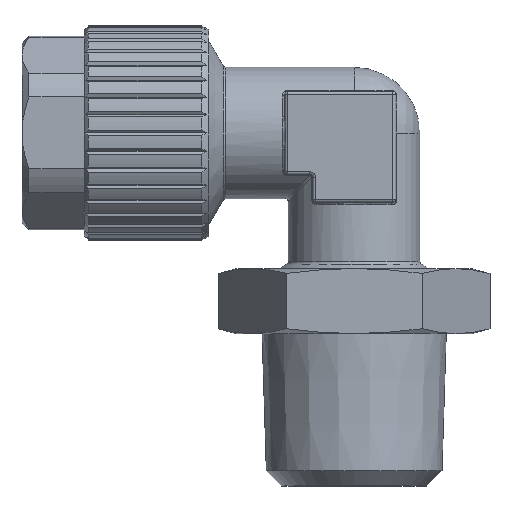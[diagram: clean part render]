
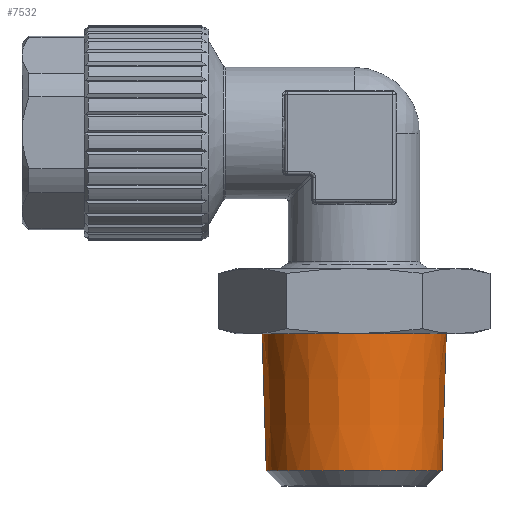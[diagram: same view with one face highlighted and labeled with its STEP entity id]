
A CAD part, top view. The second image highlights one B-rep face of the part: STEP entity #7532.
In plain terms, the highlighted conical face has half-angle 1.78 degrees and reference radius 6.502 mm.
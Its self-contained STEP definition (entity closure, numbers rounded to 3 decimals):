
#1413=CARTESIAN_POINT('',(0.,-14.5,0.));
#1414=DIRECTION('',(0.,-1.,0.));
#1415=DIRECTION('',(1.,0.,0.));
#1416=AXIS2_PLACEMENT_3D('',#1413,#1414,#1415);
#1453=DIRECTION('',(-0.031,-1.,0.));
#1454=VECTOR('',#1453,9.905);
#1455=CARTESIAN_POINT('',(6.655,-14.5,0.));
#1456=LINE('',#1455,#1454);
#1457=CARTESIAN_POINT('',(0.,-24.4,0.));
#1458=DIRECTION('',(0.,-1.,0.));
#1459=DIRECTION('',(1.,0.,0.));
#1460=AXIS2_PLACEMENT_3D('',#1457,#1458,#1459);
#1462=DIRECTION('',(0.031,-1.,0.));
#1463=VECTOR('',#1462,9.905);
#1464=CARTESIAN_POINT('',(-6.655,-14.5,0.));
#1465=LINE('',#1464,#1463);
#4435=CARTESIAN_POINT('',(6.348,-24.4,0.));
#4436=CARTESIAN_POINT('',(-6.348,-24.4,0.));
#4437=VERTEX_POINT('',#4435);
#4438=VERTEX_POINT('',#4436);
#4475=CARTESIAN_POINT('',(6.655,-14.5,0.));
#4476=VERTEX_POINT('',#4475);
#4477=CARTESIAN_POINT('',(-6.655,-14.5,0.));
#4478=VERTEX_POINT('',#4477);
#7518=CARTESIAN_POINT('',(0.,-19.45,0.));
#7519=DIRECTION('',(0.,1.,0.));
#7520=DIRECTION('',(1.,0.,0.));
#7521=AXIS2_PLACEMENT_3D('',#7518,#7519,#7520);
#7522=CONICAL_SURFACE('',#7521,6.502,1.78);
#7524=ORIENTED_EDGE('',*,*,#7523,.T.);
#7526=ORIENTED_EDGE('',*,*,#7525,.T.);
#7528=ORIENTED_EDGE('',*,*,#7527,.F.);
#7529=ORIENTED_EDGE('',*,*,#7511,.F.);
#7530=EDGE_LOOP('',(#7524,#7526,#7528,#7529));
#7531=FACE_OUTER_BOUND('',#7530,.F.);
#7532=ADVANCED_FACE('',(#7531),#7522,.T.);
#1417=CIRCLE('',#1416,6.655);
#1461=CIRCLE('',#1460,6.348);
#7511=EDGE_CURVE('',#4476,#4478,#1417,.T.);
#7523=EDGE_CURVE('',#4476,#4437,#1456,.T.);
#7525=EDGE_CURVE('',#4437,#4438,#1461,.T.);
#7527=EDGE_CURVE('',#4478,#4438,#1465,.T.);
